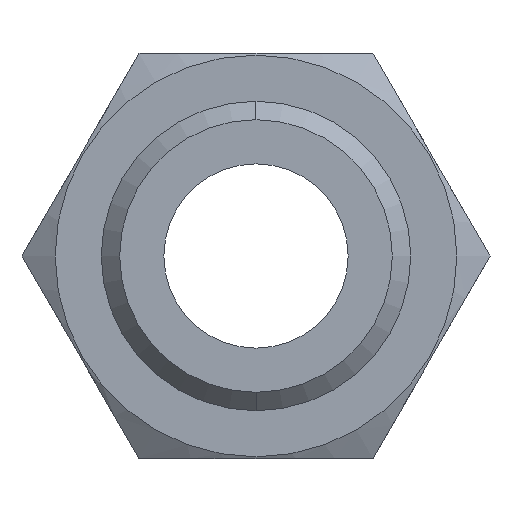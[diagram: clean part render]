
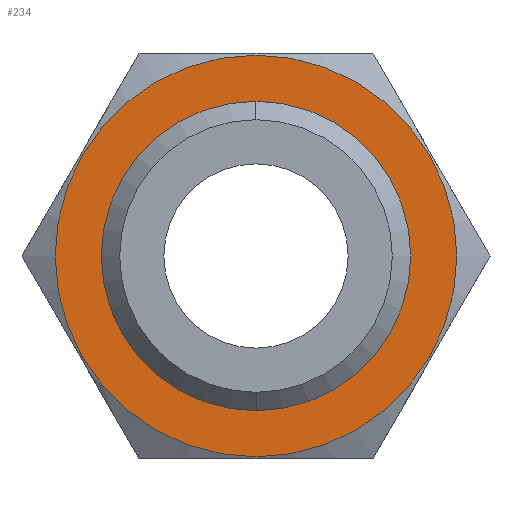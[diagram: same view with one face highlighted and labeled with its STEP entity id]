
A CAD part, front view. The second image highlights one B-rep face of the part: STEP entity #234.
In plain terms, the highlighted planar face has unit normal (0, -1, 0).
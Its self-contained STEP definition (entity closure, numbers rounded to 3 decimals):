
#104 = EDGE_LOOP ( 'NONE', ( #947, #946 ) ) ;
#115 = EDGE_LOOP ( 'NONE', ( #944, #945 ) ) ;
#234 = ADVANCED_FACE ( 'NONE', ( #1275, #1276 ), #470, .T. ) ;
#305 = EDGE_CURVE ( 'NONE', #862, #857, #679, .T. ) ;
#306 = EDGE_CURVE ( 'NONE', #854, #856, #699, .T. ) ;
#346 = EDGE_CURVE ( 'NONE', #857, #862, #642, .T. ) ;
#352 = EDGE_CURVE ( 'NONE', #856, #854, #585, .T. ) ;
#470 = PLANE ( 'NONE',  #701 ) ;
#471 = CARTESIAN_POINT ( 'NONE',  ( 10.9, 10., 0. ) ) ;
#472 = DIRECTION ( 'NONE',  ( 0., -1., 0. ) ) ;
#473 = DIRECTION ( 'NONE',  ( 0., 0., -1. ) ) ;
#585 = CIRCLE ( 'NONE', #626, 10.9 ) ;
#610 = AXIS2_PLACEMENT_3D ( 'NONE', #1258, #1259, #1260 ) ;
#626 = AXIS2_PLACEMENT_3D ( 'NONE', #1551, #1552, #1553 ) ;
#642 = CIRCLE ( 'NONE', #610, 8.4 ) ;
#679 = CIRCLE ( 'NONE', #682, 8.4 ) ;
#682 = AXIS2_PLACEMENT_3D ( 'NONE', #1499, #1500, #1501 ) ;
#687 = AXIS2_PLACEMENT_3D ( 'NONE', #1502, #1503, #1504 ) ;
#699 = CIRCLE ( 'NONE', #687, 10.9 ) ;
#701 = AXIS2_PLACEMENT_3D ( 'NONE', #471, #472, #473 ) ;
#854 = VERTEX_POINT ( 'NONE', #1586 ) ;
#856 = VERTEX_POINT ( 'NONE', #1588 ) ;
#857 = VERTEX_POINT ( 'NONE', #1589 ) ;
#862 = VERTEX_POINT ( 'NONE', #1594 ) ;
#944 = ORIENTED_EDGE ( 'NONE', *, *, #352, .T. ) ;
#945 = ORIENTED_EDGE ( 'NONE', *, *, #306, .T. ) ;
#946 = ORIENTED_EDGE ( 'NONE', *, *, #305, .F. ) ;
#947 = ORIENTED_EDGE ( 'NONE', *, *, #346, .F. ) ;
#1258 = CARTESIAN_POINT ( 'NONE',  ( 0., 10., 0. ) ) ;
#1259 = DIRECTION ( 'NONE',  ( 0., -1., 0. ) ) ;
#1260 = DIRECTION ( 'NONE',  ( 0., 0., -1. ) ) ;
#1275 = FACE_OUTER_BOUND ( 'NONE', #115, .T. ) ;
#1276 = FACE_BOUND ( 'NONE', #104, .T. ) ;
#1499 = CARTESIAN_POINT ( 'NONE',  ( 0., 10., 0. ) ) ;
#1500 = DIRECTION ( 'NONE',  ( 0., -1., 0. ) ) ;
#1501 = DIRECTION ( 'NONE',  ( 0., 0., -1. ) ) ;
#1502 = CARTESIAN_POINT ( 'NONE',  ( 0., 10., 0. ) ) ;
#1503 = DIRECTION ( 'NONE',  ( 0., -1., 0. ) ) ;
#1504 = DIRECTION ( 'NONE',  ( 0., 0., -1. ) ) ;
#1551 = CARTESIAN_POINT ( 'NONE',  ( 0., 10., 0. ) ) ;
#1552 = DIRECTION ( 'NONE',  ( 0., -1., 0. ) ) ;
#1553 = DIRECTION ( 'NONE',  ( 0., 0., -1. ) ) ;
#1586 = CARTESIAN_POINT ( 'NONE',  ( 0., 10., 10.9 ) ) ;
#1588 = CARTESIAN_POINT ( 'NONE',  ( 0., 10., -10.9 ) ) ;
#1589 = CARTESIAN_POINT ( 'NONE',  ( 0., 10., -8.4 ) ) ;
#1594 = CARTESIAN_POINT ( 'NONE',  ( 0., 10., 8.4 ) ) ;
